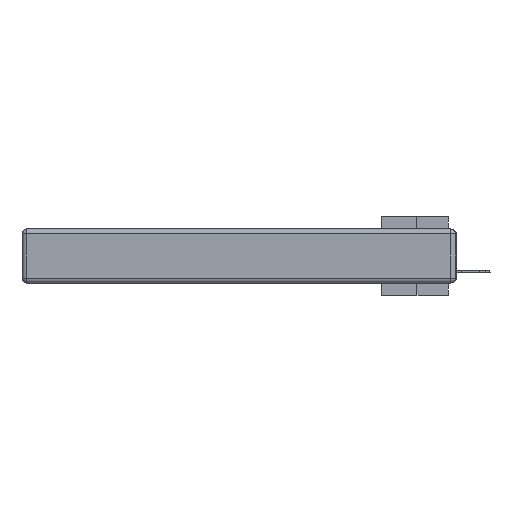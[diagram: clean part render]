
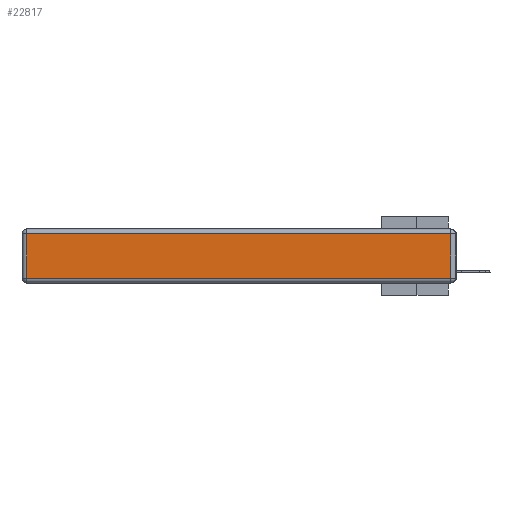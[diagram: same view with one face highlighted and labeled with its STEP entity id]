
A CAD part, left-side view. The second image highlights one B-rep face of the part: STEP entity #22817.
In plain terms, the highlighted planar face has unit normal (-1, 0, 0).
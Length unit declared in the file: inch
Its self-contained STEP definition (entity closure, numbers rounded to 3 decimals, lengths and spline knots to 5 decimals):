
#954 = CARTESIAN_POINT ( 'NONE',  ( 0., 2.72, -0.313 ) ) ;
#1896 = VERTEX_POINT ( 'NONE', #954 ) ;
#1936 = DIRECTION ( 'NONE',  ( 0., 0., 1. ) ) ;
#2049 = ORIENTED_EDGE ( 'NONE', *, *, #34669, .T. ) ;
#2830 = EDGE_CURVE ( 'NONE', #11720, #8819, #7398, .T. ) ;
#3332 = DIRECTION ( 'NONE',  ( -1., 0., 0. ) ) ;
#3785 = CARTESIAN_POINT ( 'NONE',  ( 0., 0.03, -0.03 ) ) ;
#4292 = LINE ( 'NONE', #6178, #6153 ) ;
#6153 = VECTOR ( 'NONE', #22889, 39.37008 ) ;
#6178 = CARTESIAN_POINT ( 'NONE',  ( 0., 0., -0.313 ) ) ;
#7398 = LINE ( 'NONE', #23945, #13854 ) ;
#7730 = LINE ( 'NONE', #12448, #27871 ) ;
#8791 = CARTESIAN_POINT ( 'NONE',  ( 0., 0., -0.343 ) ) ;
#8819 = VERTEX_POINT ( 'NONE', #20186 ) ;
#9494 = ORIENTED_EDGE ( 'NONE', *, *, #2830, .T. ) ;
#10097 = CARTESIAN_POINT ( 'NONE',  ( 0., 0.03, -0.343 ) ) ;
#11720 = VERTEX_POINT ( 'NONE', #3785 ) ;
#12448 = CARTESIAN_POINT ( 'NONE',  ( 0., 2.72, -0.343 ) ) ;
#13854 = VECTOR ( 'NONE', #29536, 39.37008 ) ;
#14237 = FACE_OUTER_BOUND ( 'NONE', #20668, .T. ) ;
#15437 = ORIENTED_EDGE ( 'NONE', *, *, #16227, .T. ) ;
#16227 = EDGE_CURVE ( 'NONE', #1896, #26085, #4292, .T. ) ;
#20186 = CARTESIAN_POINT ( 'NONE',  ( 0., 2.72, -0.03 ) ) ;
#20522 = VECTOR ( 'NONE', #1936, 39.37008 ) ;
#20668 = EDGE_LOOP ( 'NONE', ( #15437, #2049, #9494, #34870 ) ) ;
#21018 = DIRECTION ( 'NONE',  ( 0., 0., -1. ) ) ;
#22817 = ADVANCED_FACE ( 'NONE', ( #14237 ), #31118, .T. ) ;
#22889 = DIRECTION ( 'NONE',  ( 0., -1., 0. ) ) ;
#23945 = CARTESIAN_POINT ( 'NONE',  ( 0., 2.75, -0.03 ) ) ;
#26085 = VERTEX_POINT ( 'NONE', #31158 ) ;
#26665 = AXIS2_PLACEMENT_3D ( 'NONE', #8791, #3332, #31482 ) ;
#27871 = VECTOR ( 'NONE', #21018, 39.37008 ) ;
#29536 = DIRECTION ( 'NONE',  ( 0., 1., 0. ) ) ;
#31118 = PLANE ( 'NONE',  #26665 ) ;
#31158 = CARTESIAN_POINT ( 'NONE',  ( 0., 0.03, -0.313 ) ) ;
#31482 = DIRECTION ( 'NONE',  ( 0., 0., 1. ) ) ;
#32031 = EDGE_CURVE ( 'NONE', #8819, #1896, #7730, .T. ) ;
#34669 = EDGE_CURVE ( 'NONE', #26085, #11720, #35334, .T. ) ;
#34870 = ORIENTED_EDGE ( 'NONE', *, *, #32031, .T. ) ;
#35334 = LINE ( 'NONE', #10097, #20522 ) ;
